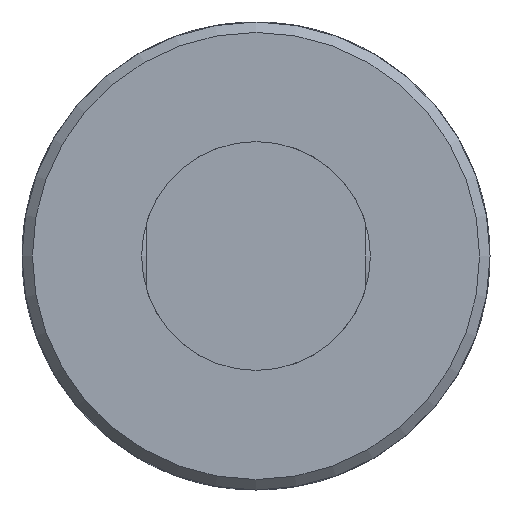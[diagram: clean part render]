
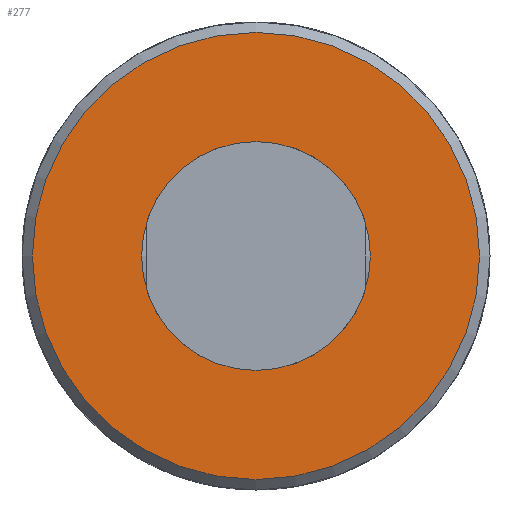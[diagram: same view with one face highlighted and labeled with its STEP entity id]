
A CAD part, left-side view. The second image highlights one B-rep face of the part: STEP entity #277.
In plain terms, the highlighted planar face has unit normal (-1, 0, 0).
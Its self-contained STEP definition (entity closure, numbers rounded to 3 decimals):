
#277 = ADVANCED_FACE( '', ( #560, #561 ), #562, .T. );
#560 = FACE_BOUND( '', #844, .T. );
#561 = FACE_OUTER_BOUND( '', #845, .T. );
#562 = PLANE( '', #846 );
#844 = EDGE_LOOP( '', ( #1356 ) );
#845 = EDGE_LOOP( '', ( #1357 ) );
#846 = AXIS2_PLACEMENT_3D( '', #1358, #1359, #1360 );
#1356 = ORIENTED_EDGE( '', *, *, #1658, .T. );
#1357 = ORIENTED_EDGE( '', *, *, #1499, .F. );
#1358 = CARTESIAN_POINT( '', ( 0., 21.5, 0. ) );
#1359 = DIRECTION( '', ( -1., 0., 0. ) );
#1360 = DIRECTION( '', ( 0., 0., 1. ) );
#1499 = EDGE_CURVE( '', #1721, #1721, #1722, .T. );
#1658 = EDGE_CURVE( '', #1964, #1964, #1965, .T. );
#1721 = VERTEX_POINT( '', #2183 );
#1722 = CIRCLE( '', #2184, 21.5 );
#1964 = VERTEX_POINT( '', #3215 );
#1965 = CIRCLE( '', #3216, 11. );
#2183 = CARTESIAN_POINT( '', ( 0., 0., -21.5 ) );
#2184 = AXIS2_PLACEMENT_3D( '', #3283, #3284, #3285 );
#3215 = CARTESIAN_POINT( '', ( 0., 0., -11. ) );
#3216 = AXIS2_PLACEMENT_3D( '', #3453, #3454, #3455 );
#3283 = CARTESIAN_POINT( '', ( 0., 0., 0. ) );
#3284 = DIRECTION( '', ( 1., 0., 0. ) );
#3285 = DIRECTION( '', ( 0., 0., -1. ) );
#3453 = CARTESIAN_POINT( '', ( 0., 0., 0. ) );
#3454 = DIRECTION( '', ( 1., 0., 0. ) );
#3455 = DIRECTION( '', ( 0., 0., -1. ) );
